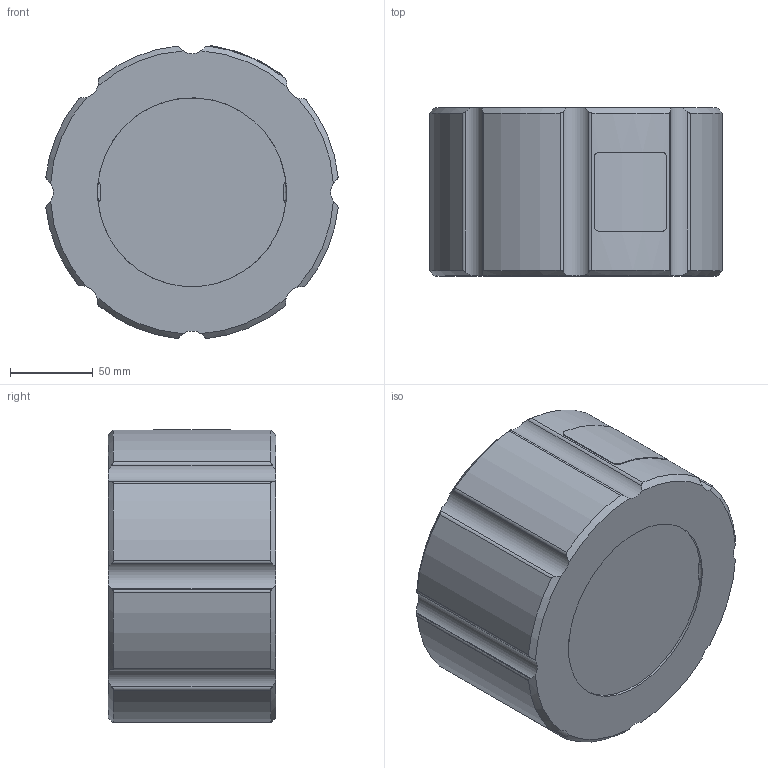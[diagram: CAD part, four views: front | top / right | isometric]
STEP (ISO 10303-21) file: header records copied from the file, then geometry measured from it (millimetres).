
FILE_DESCRIPTION((''),'2;1');
FILE_NAME('1404A_1_SW0001','2023-10-31T11:11:36',('jlesh'),(''),'CREO PARAMETRIC BY PTC INC, 2023072','CREO PARAMETRIC BY PTC INC, 2023072','');
FILE_SCHEMA(('AUTOMOTIVE_DESIGN { 1 0 10303 214 1 1 1 1 }'));
Length unit declared in the file: inch
Products named in the file (1): 1404A_1_SW0001
Bounding box: 176.79 x 101.6 x 177.13 mm (x, y, z)
Volume: 2255724.8 mm3; surface area: 128255.5 mm2
Topology: 1 solids, 1 shells, 197 faces, 496 edges, 308 vertices
Faces by surface type: bspline 88, cylinder 53, cone 32, plane 18, torus 6
Entity records: 13207 total; most frequent: CARTESIAN_POINT 6807, COLOUR_RGB 1328, ORIENTED_EDGE 992, DIRECTION 675, EDGE_CURVE 496, VERTEX_POINT 308, AXIS2_PLACEMENT_3D 291, B_SPLINE_CURVE_WITH_KNOTS 221
